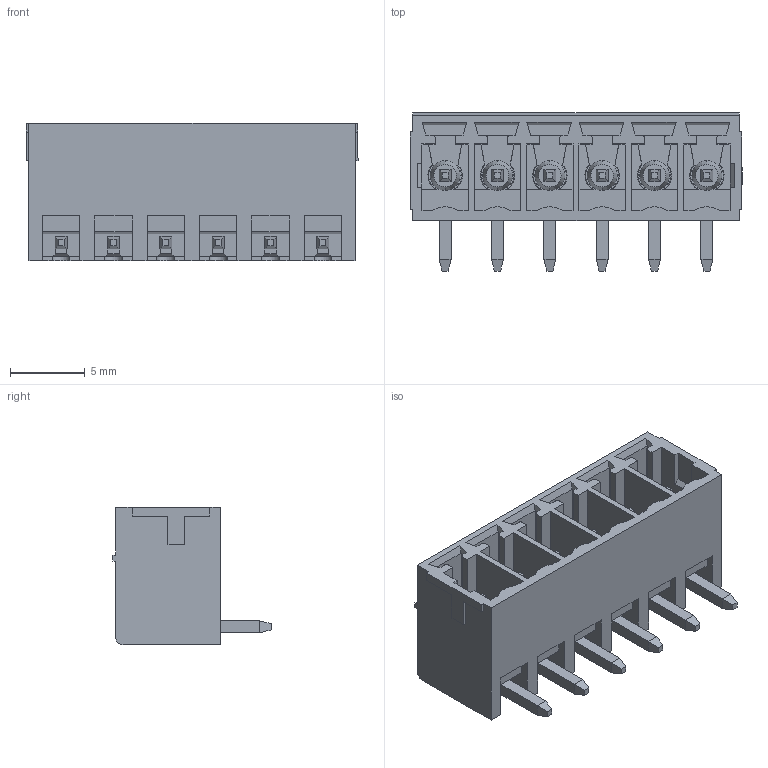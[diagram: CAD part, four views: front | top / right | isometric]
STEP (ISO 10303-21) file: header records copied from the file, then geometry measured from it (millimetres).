
FILE_DESCRIPTION (( 'STEP AP214' ), '1' );
FILE_NAME ('CUI_DEVICES_TBP03R1-350-06BE.step', '2021-12-16T00:44:49', ( '' ), ( '' ), 'SwSTEP 2.0', 'SolidWorks 2021', '' );
FILE_SCHEMA (( 'AUTOMOTIVE_DESIGN' ));
Length unit declared in the file: millimetre
Products named in the file (1): CUI_DEVICES_TBP03R1-350-06BE
Bounding box: 22.2 x 10.6 x 9.2 mm (x, y, z)
Volume: 676.8 mm3; surface area: 2089.1 mm2
Topology: 1 solids, 1 shells, 509 faces, 1371 edges, 894 vertices
Faces by surface type: plane 418, cylinder 67, cone 24
Entity records: 17083 total; most frequent: CARTESIAN_POINT 2991, ORIENTED_EDGE 2742, DIRECTION 2509, EDGE_CURVE 1371, LINE 1125, VECTOR 1125, VERTEX_POINT 894, AXIS2_PLACEMENT_3D 692
